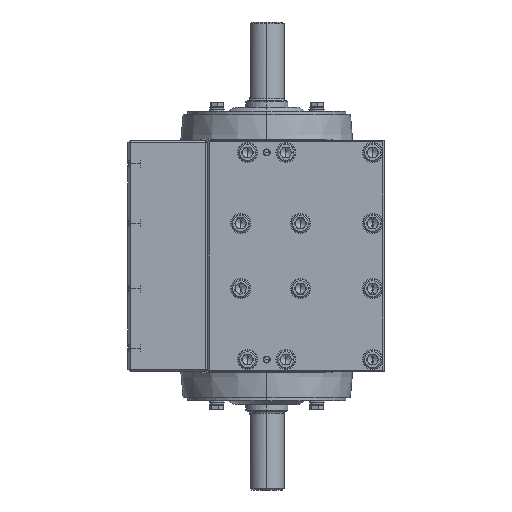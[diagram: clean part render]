
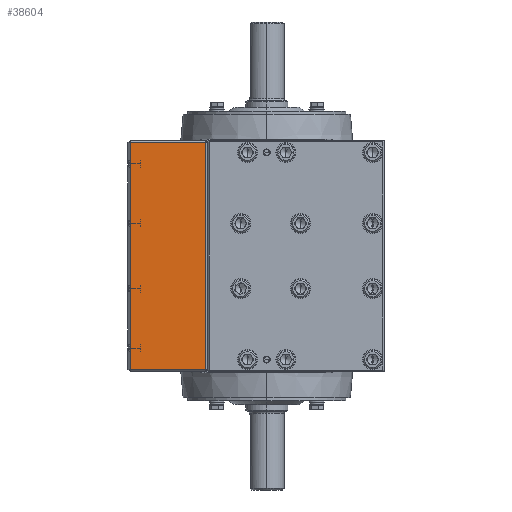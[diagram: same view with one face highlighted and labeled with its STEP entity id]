
A CAD part, left-side view. The second image highlights one B-rep face of the part: STEP entity #38604.
In plain terms, the highlighted face is planar.
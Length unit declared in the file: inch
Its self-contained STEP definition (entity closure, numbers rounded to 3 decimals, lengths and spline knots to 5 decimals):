
#38576 = ORIENTED_EDGE ( 'NONE', *, *, #38578, .T. ) ;
#38578 = EDGE_CURVE ( 'NONE', #38628, #38615, #42521, .T. ) ;
#38604 = ADVANCED_FACE ( 'NONE', ( #42572 ), #42689, .F. ) ;
#38608 = EDGE_LOOP ( 'NONE', ( #38611, #38620, #38626, #38576 ) ) ;
#38611 = ORIENTED_EDGE ( 'NONE', *, *, #38613, .T. ) ;
#38613 = EDGE_CURVE ( 'NONE', #38615, #38617, #42683, .T. ) ;
#38615 = VERTEX_POINT ( 'NONE', #42671 ) ;
#38617 = VERTEX_POINT ( 'NONE', #42670 ) ;
#38620 = ORIENTED_EDGE ( 'NONE', *, *, #38622, .T. ) ;
#38622 = EDGE_CURVE ( 'NONE', #38617, #38624, #42665, .T. ) ;
#38624 = VERTEX_POINT ( 'NONE', #42659 ) ;
#38626 = ORIENTED_EDGE ( 'NONE', *, *, #38627, .T. ) ;
#38627 = EDGE_CURVE ( 'NONE', #38624, #38628, #42654, .T. ) ;
#38628 = VERTEX_POINT ( 'NONE', #42649 ) ;
#42517 = DIRECTION ( 'NONE',  ( 0., 0., 1. ) ) ;
#42518 = VECTOR ( 'NONE', #42517, 39.37008 ) ;
#42520 = CARTESIAN_POINT ( 'NONE',  ( 1.92913, -2.04724, 5.94488 ) ) ;
#42521 = LINE ( 'NONE', #42520, #42518 ) ;
#42572 = FACE_OUTER_BOUND ( 'NONE', #38608, .T. ) ;
#42649 = CARTESIAN_POINT ( 'NONE',  ( 1.92913, -2.04724, -5.82677 ) ) ;
#42650 = DIRECTION ( 'NONE',  ( 1., 0., 0. ) ) ;
#42651 = VECTOR ( 'NONE', #42650, 39.37008 ) ;
#42653 = CARTESIAN_POINT ( 'NONE',  ( -2.04724, -2.04724, -5.82677 ) ) ;
#42654 = LINE ( 'NONE', #42653, #42651 ) ;
#42659 = CARTESIAN_POINT ( 'NONE',  ( -1.92913, -2.04724, -5.82677 ) ) ;
#42660 = DIRECTION ( 'NONE',  ( 0., 0., -1. ) ) ;
#42661 = VECTOR ( 'NONE', #42660, 39.37008 ) ;
#42663 = CARTESIAN_POINT ( 'NONE',  ( -1.92913, -2.04724, 5.94488 ) ) ;
#42665 = LINE ( 'NONE', #42663, #42661 ) ;
#42670 = CARTESIAN_POINT ( 'NONE',  ( -1.92913, -2.04724, 5.82677 ) ) ;
#42671 = CARTESIAN_POINT ( 'NONE',  ( 1.92913, -2.04724, 5.82677 ) ) ;
#42672 = DIRECTION ( 'NONE',  ( -1., 0., 0. ) ) ;
#42673 = VECTOR ( 'NONE', #42672, 39.37008 ) ;
#42674 = CARTESIAN_POINT ( 'NONE',  ( -2.04724, -2.04724, 5.82677 ) ) ;
#42678 = DIRECTION ( 'NONE',  ( -1., 0., 0. ) ) ;
#42681 = DIRECTION ( 'NONE',  ( 0., 1., 0. ) ) ;
#42682 = AXIS2_PLACEMENT_3D ( 'NONE', #42688, #42681, #42678 ) ;
#42683 = LINE ( 'NONE', #42674, #42673 ) ;
#42688 = CARTESIAN_POINT ( 'NONE',  ( -2.04724, -2.04724, 5.94488 ) ) ;
#42689 = PLANE ( 'NONE',  #42682 ) ;
